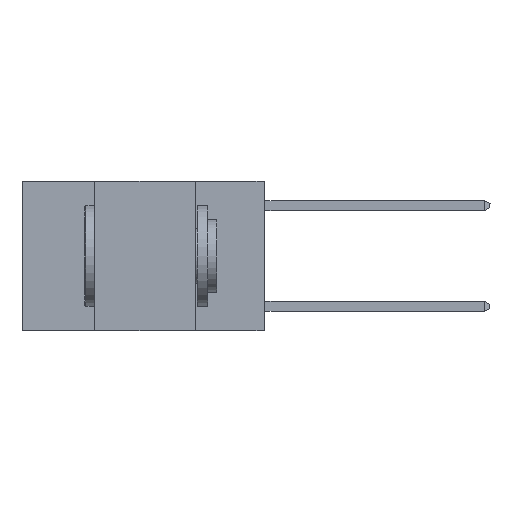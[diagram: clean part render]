
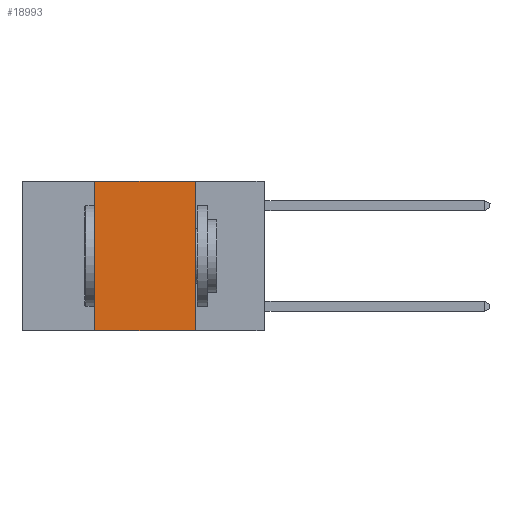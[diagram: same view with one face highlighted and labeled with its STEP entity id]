
A CAD part, left-side view. The second image highlights one B-rep face of the part: STEP entity #18993.
In plain terms, the highlighted planar face has unit normal (-1, 0, 0).
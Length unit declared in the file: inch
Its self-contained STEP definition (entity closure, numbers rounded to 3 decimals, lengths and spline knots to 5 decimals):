
#41 = CARTESIAN_POINT ( 'NONE',  ( 0., 0.42, 0. ) ) ;
#849 = VERTEX_POINT ( 'NONE', #7778 ) ;
#1121 = LINE ( 'NONE', #8356, #13099 ) ;
#1477 = CARTESIAN_POINT ( 'NONE',  ( 0., 0.6, 0. ) ) ;
#1837 = LINE ( 'NONE', #41, #10590 ) ;
#2092 = LINE ( 'NONE', #20284, #16181 ) ;
#3732 = DIRECTION ( 'NONE',  ( 0., 0., -1. ) ) ;
#4071 = ORIENTED_EDGE ( 'NONE', *, *, #14097, .T. ) ;
#5665 = EDGE_LOOP ( 'NONE', ( #20933, #20517, #13570, #4071 ) ) ;
#7778 = CARTESIAN_POINT ( 'NONE',  ( 0., 0.17, 0. ) ) ;
#7811 = VECTOR ( 'NONE', #20662, 39.37008 ) ;
#8272 = CARTESIAN_POINT ( 'NONE',  ( 0., 0.17, -0.37 ) ) ;
#8356 = CARTESIAN_POINT ( 'NONE',  ( 0., 0.6, 0. ) ) ;
#8676 = VERTEX_POINT ( 'NONE', #12227 ) ;
#8833 = DIRECTION ( 'NONE',  ( 1., 0., 0. ) ) ;
#9183 = VERTEX_POINT ( 'NONE', #8272 ) ;
#9639 = EDGE_CURVE ( 'NONE', #19242, #849, #1121, .T. ) ;
#10590 = VECTOR ( 'NONE', #11096, 39.37008 ) ;
#11096 = DIRECTION ( 'NONE',  ( 0., 0., 1. ) ) ;
#11992 = CARTESIAN_POINT ( 'NONE',  ( 0., 0.17, 0. ) ) ;
#12227 = CARTESIAN_POINT ( 'NONE',  ( 0., 0.42, -0.37 ) ) ;
#13099 = VECTOR ( 'NONE', #15628, 39.37008 ) ;
#13417 = LINE ( 'NONE', #11992, #7811 ) ;
#13570 = ORIENTED_EDGE ( 'NONE', *, *, #20351, .F. ) ;
#13904 = EDGE_CURVE ( 'NONE', #849, #9183, #13417, .T. ) ;
#14097 = EDGE_CURVE ( 'NONE', #8676, #9183, #2092, .T. ) ;
#15628 = DIRECTION ( 'NONE',  ( 0., -1., 0. ) ) ;
#16181 = VECTOR ( 'NONE', #21826, 39.37008 ) ;
#18993 = ADVANCED_FACE ( 'NONE', ( #19670 ), #19785, .F. ) ;
#19242 = VERTEX_POINT ( 'NONE', #22149 ) ;
#19670 = FACE_OUTER_BOUND ( 'NONE', #5665, .T. ) ;
#19785 = PLANE ( 'NONE',  #22304 ) ;
#20284 = CARTESIAN_POINT ( 'NONE',  ( 0., 0.6, -0.37 ) ) ;
#20351 = EDGE_CURVE ( 'NONE', #8676, #19242, #1837, .T. ) ;
#20517 = ORIENTED_EDGE ( 'NONE', *, *, #9639, .F. ) ;
#20662 = DIRECTION ( 'NONE',  ( 0., 0., -1. ) ) ;
#20933 = ORIENTED_EDGE ( 'NONE', *, *, #13904, .F. ) ;
#21826 = DIRECTION ( 'NONE',  ( 0., -1., 0. ) ) ;
#22149 = CARTESIAN_POINT ( 'NONE',  ( 0., 0.42, 0. ) ) ;
#22304 = AXIS2_PLACEMENT_3D ( 'NONE', #1477, #8833, #3732 ) ;
